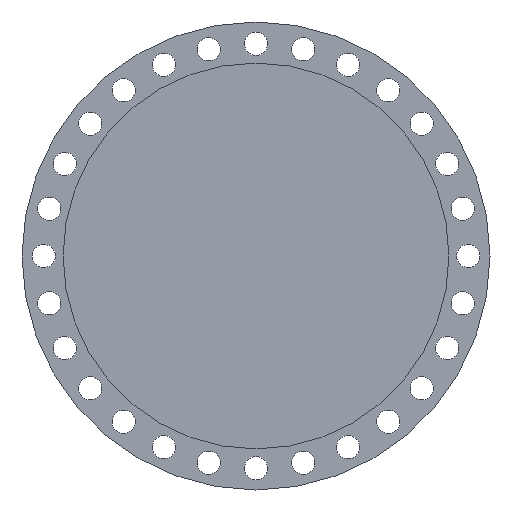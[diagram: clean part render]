
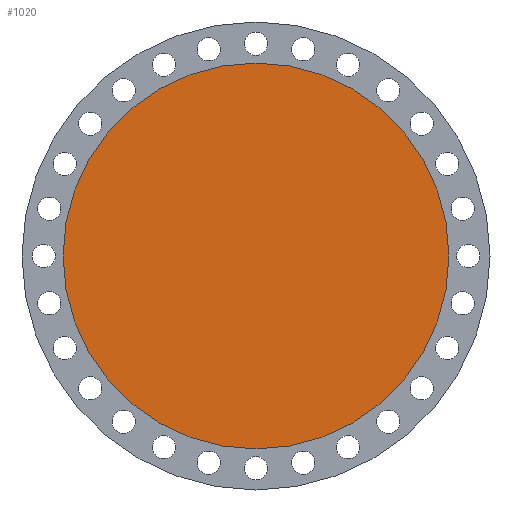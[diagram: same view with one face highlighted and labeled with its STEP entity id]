
A CAD part, left-side view. The second image highlights one B-rep face of the part: STEP entity #1020.
In plain terms, the highlighted planar face has unit normal (-1, 0, 0).
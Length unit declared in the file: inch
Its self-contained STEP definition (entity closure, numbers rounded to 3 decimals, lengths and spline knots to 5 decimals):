
#191 = DIRECTION ( 'NONE',  ( 0., 0., 1. ) ) ;
#262 = AXIS2_PLACEMENT_3D ( 'NONE', #1621, #2014, #191 ) ;
#426 = VERTEX_POINT ( 'NONE', #1170 ) ;
#461 = DIRECTION ( 'NONE',  ( 0., 0., 1. ) ) ;
#474 = AXIS2_PLACEMENT_3D ( 'NONE', #557, #1928, #1965 ) ;
#499 = ORIENTED_EDGE ( 'NONE', *, *, #679, .T. ) ;
#557 = CARTESIAN_POINT ( 'NONE',  ( 0., 0., 0. ) ) ;
#563 = AXIS2_PLACEMENT_3D ( 'NONE', #1169, #1533, #461 ) ;
#679 = EDGE_CURVE ( 'NONE', #2304, #426, #1603, .T. ) ;
#754 = FACE_OUTER_BOUND ( 'NONE', #1266, .T. ) ;
#952 = CARTESIAN_POINT ( 'NONE',  ( 0., 0., -17.625 ) ) ;
#968 = CIRCLE ( 'NONE', #563, 17.625 ) ;
#1020 = ADVANCED_FACE ( 'NONE', ( #754 ), #1967, .T. ) ;
#1169 = CARTESIAN_POINT ( 'NONE',  ( 0., 0., 0. ) ) ;
#1170 = CARTESIAN_POINT ( 'NONE',  ( 0., 0., 17.625 ) ) ;
#1266 = EDGE_LOOP ( 'NONE', ( #1377, #499 ) ) ;
#1377 = ORIENTED_EDGE ( 'NONE', *, *, #1622, .T. ) ;
#1533 = DIRECTION ( 'NONE',  ( -1., 0., 0. ) ) ;
#1603 = CIRCLE ( 'NONE', #474, 17.625 ) ;
#1621 = CARTESIAN_POINT ( 'NONE',  ( 0., 0., 0. ) ) ;
#1622 = EDGE_CURVE ( 'NONE', #426, #2304, #968, .T. ) ;
#1928 = DIRECTION ( 'NONE',  ( -1., 0., 0. ) ) ;
#1965 = DIRECTION ( 'NONE',  ( 0., 0., 1. ) ) ;
#1967 = PLANE ( 'NONE',  #262 ) ;
#2014 = DIRECTION ( 'NONE',  ( -1., 0., 0. ) ) ;
#2304 = VERTEX_POINT ( 'NONE', #952 ) ;
